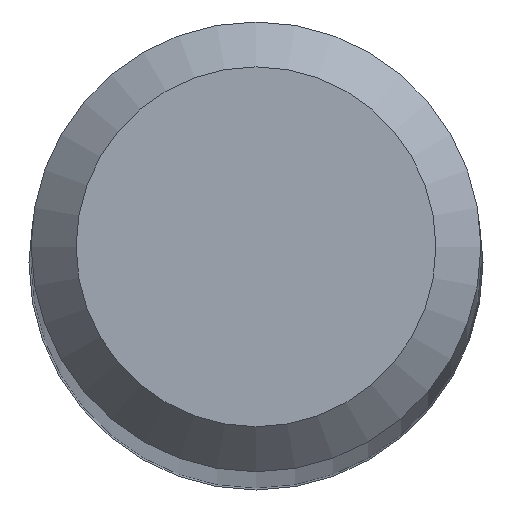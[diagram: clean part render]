
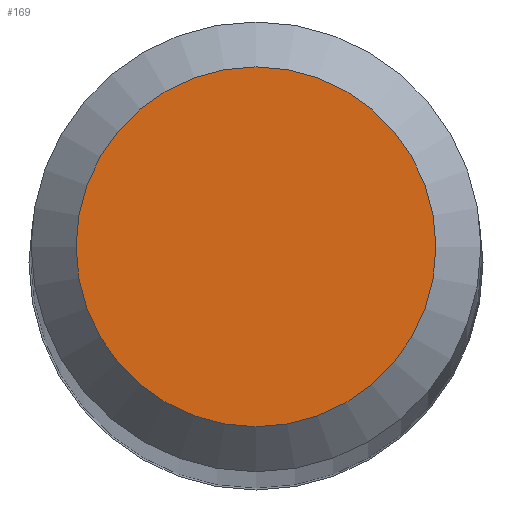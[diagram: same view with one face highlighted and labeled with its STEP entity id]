
A CAD part, top view. The second image highlights one B-rep face of the part: STEP entity #169.
In plain terms, the highlighted planar face has unit normal (0, 0, 1).
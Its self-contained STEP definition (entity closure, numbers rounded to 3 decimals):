
#15 = CIRCLE ( 'NONE', #271, 0.6 ) ;
#16 = CARTESIAN_POINT ( 'NONE',  ( 0., 0.6, 38. ) ) ;
#23 = DIRECTION ( 'NONE',  ( 0., 1., 0. ) ) ;
#33 = DIRECTION ( 'NONE',  ( 0., 1., 0. ) ) ;
#90 = EDGE_LOOP ( 'NONE', ( #135 ) ) ;
#120 = PLANE ( 'NONE',  #184 ) ;
#135 = ORIENTED_EDGE ( 'NONE', *, *, #296, .F. ) ;
#146 = CARTESIAN_POINT ( 'NONE',  ( 0., 0., 38. ) ) ;
#169 = ADVANCED_FACE ( 'NONE', ( #237 ), #120, .F. ) ;
#180 = DIRECTION ( 'NONE',  ( 0., 0., -1. ) ) ;
#184 = AXIS2_PLACEMENT_3D ( 'NONE', #146, #282, #23 ) ;
#227 = CARTESIAN_POINT ( 'NONE',  ( 0., 0., 38. ) ) ;
#237 = FACE_OUTER_BOUND ( 'NONE', #90, .T. ) ;
#271 = AXIS2_PLACEMENT_3D ( 'NONE', #227, #180, #33 ) ;
#272 = VERTEX_POINT ( 'NONE', #16 ) ;
#282 = DIRECTION ( 'NONE',  ( 0., 0., -1. ) ) ;
#296 = EDGE_CURVE ( 'NONE', #272, #272, #15, .T. ) ;
